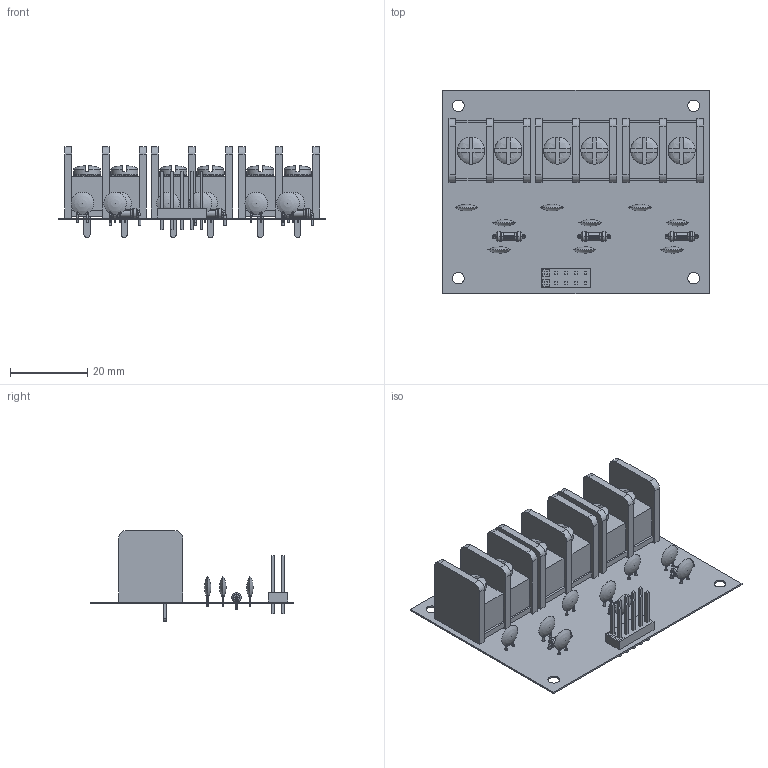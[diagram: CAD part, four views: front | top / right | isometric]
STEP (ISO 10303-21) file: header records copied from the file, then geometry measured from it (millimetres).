
FILE_DESCRIPTION(('Open CASCADE Model'),'2;1');
FILE_NAME('Open CASCADE Shape Model','2020-05-09T22:29:32',('Author'),( 'Open CASCADE'),'Open CASCADE STEP processor 6.8','Open CASCADE 6.8' ,'Unknown');
FILE_SCHEMA(('AUTOMOTIVE_DESIGN { 1 0 10303 214 1 1 1 1 }'));
Length unit declared in the file: millimetre
Products named in the file (28): PCB; Board; Open CASCADE STEP translator 6.8 1.1.1; C3; SW3dPS-Cap_100n; C2; C1; ST3; User_Library-Screw_terminal_block_9_5mm; ST2; ST1; R3; User_Library-Res30_0_25W_SilCoat; R2; R1; K1; 6485421216; Extruded; 6485419536; 6485419776; C9; C8; C7; C6; C5; C4
Assembly tree (49 placements, depth 4):
  PCB
    Board
      Open CASCADE STEP translator 6.8 1.1.1
    C3
      SW3dPS-Cap_100n
    C2
      SW3dPS-Cap_100n
    C1
      SW3dPS-Cap_100n
    ST3
      User_Library-Screw_terminal_block_9_5mm
    ST2
      User_Library-Screw_terminal_block_9_5mm
    ST1
      User_Library-Screw_terminal_block_9_5mm
    R3
      User_Library-Res30_0_25W_SilCoat
    R2
      User_Library-Res30_0_25W_SilCoat
    R1
      User_Library-Res30_0_25W_SilCoat
    K1
      6485421216  x10
        Extruded
      6485419536  x2
        Extruded
      6485419776
        Extruded
    C9
      SW3dPS-Cap_100n
    C8
      SW3dPS-Cap_100n
    C7
      SW3dPS-Cap_100n
    C6
      SW3dPS-Cap_100n
    C5
      SW3dPS-Cap_100n
    C4
      SW3dPS-Cap_100n
Bounding box: 68.75 x 52.5 x 23.5 mm (x, y, z)
Volume: 14381.9 mm3; surface area: 16767.2 mm2
Topology: 26 solids, 53 shells, 1424 faces, 3483 edges, 2207 vertices
Faces by surface type: plane 720, bspline 357, cylinder 329, sphere 18
Full cylindrical faces by diameter (mm): 0.8 x18, 1 x6, 1.016 x10, 2 x6, 3 x4
Entity records: 20623 total; most frequent: CARTESIAN_POINT 7637, ORIENTED_EDGE 2208, DIRECTION 1746, EDGE_CURVE 1117, VERTEX_POINT 709, AXIS2_PLACEMENT_3D 649, FACE_BOUND 574, EDGE_LOOP 574
